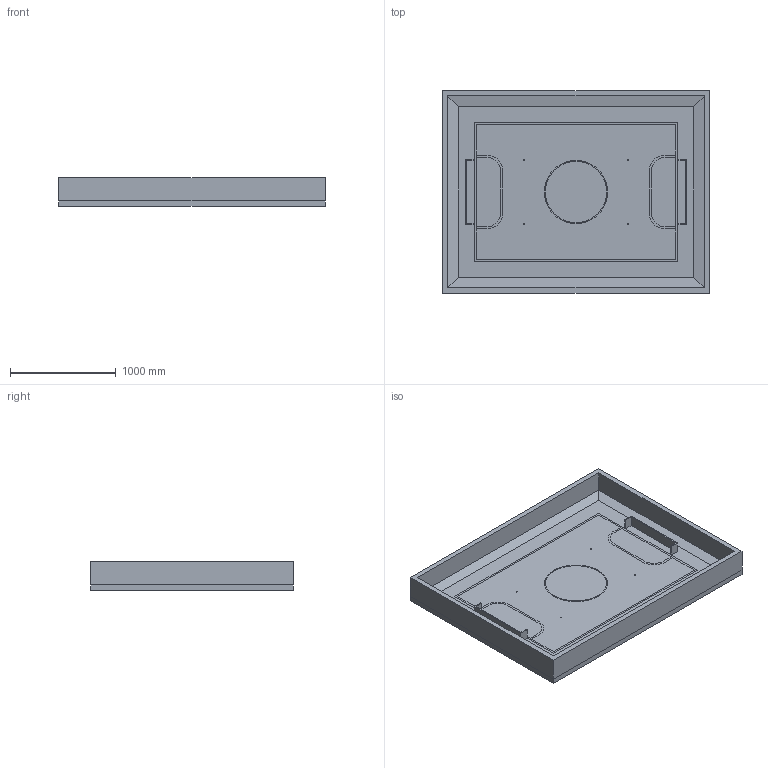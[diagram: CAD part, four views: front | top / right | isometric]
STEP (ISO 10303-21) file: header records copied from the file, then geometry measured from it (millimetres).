
FILE_DESCRIPTION(/* description */ (''),/* implementation_level */ '2;1');
FILE_NAME(/* name */ 'RCJ-court.step',/* time_stamp */ '2022-03-11T23:12:22+09:00',/* author */ (''),/* organization */ (''),/* preprocessor_version */ 'ST-DEVELOPER v18.1',/* originating_system */ 'Autodesk Translation Framework v10.13.0.1454',/* authorisation */ '');
FILE_SCHEMA (('AUTOMOTIVE_DESIGN { 1 0 10303 214 3 1 1 }'));
Length unit declared in the file: millimetre
Products named in the file (1): コート
Bounding box: 2530 x 1920 x 270 mm (x, y, z)
Volume: 348349333.3 mm3; surface area: 17006161.2 mm2
Topology: 5 solids, 5 shells, 58 faces, 150 edges, 110 vertices
Faces by surface type: plane 58
Entity records: 1866 total; most frequent: CARTESIAN_POINT 319, ORIENTED_EDGE 300, DIRECTION 282, EDGE_CURVE 150, LINE 136, VECTOR 136, VERTEX_POINT 110, AXIS2_PLACEMENT_3D 73
